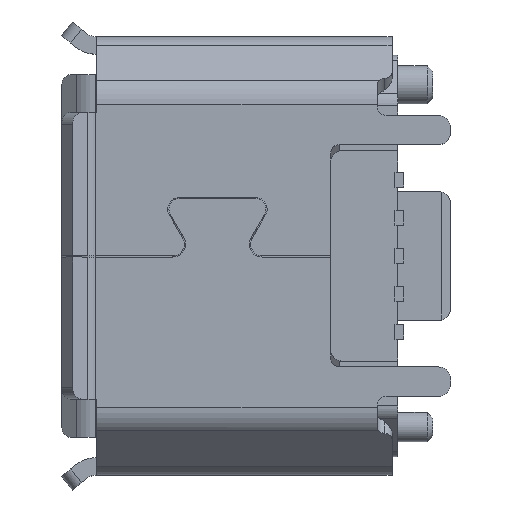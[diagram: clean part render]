
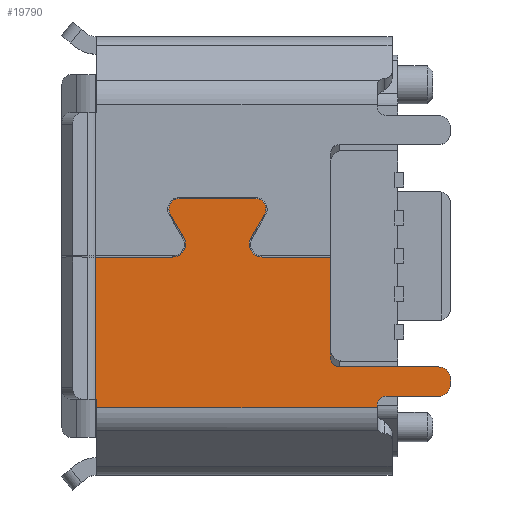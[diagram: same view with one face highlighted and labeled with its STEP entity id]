
A CAD part, top view. The second image highlights one B-rep face of the part: STEP entity #19790.
In plain terms, the highlighted planar face has unit normal (0, 0, 1).
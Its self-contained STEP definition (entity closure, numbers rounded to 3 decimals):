
#12540=CARTESIAN_POINT('',(3.6,-1.6,1.24));
#12550=VERTEX_POINT('',#12540);
#12890=CARTESIAN_POINT('',(3.6,-1.75,1.24));
#12900=VERTEX_POINT('',#12890);
#12930=CARTESIAN_POINT('',(3.6,0.,1.24));
#12940=DIRECTION('',(-0.,1.,-0.));
#12950=VECTOR('',#12940,1.);
#12960=LINE('',#12930,#12950);
#12970=EDGE_CURVE('',#12900,#12550,#12960,.T.);
#13420=CARTESIAN_POINT('',(3.75,-1.9,1.24));
#13430=VERTEX_POINT('',#13420);
#13680=CARTESIAN_POINT('',(3.6,0.,1.24));
#13690=DIRECTION('',(-0.,1.,-0.));
#13700=VECTOR('',#13690,1.);
#13710=LINE('',#13680,#13700);
#13720=CARTESIAN_POINT('',(3.6,-0.02,1.24));
#13730=VERTEX_POINT('',#13720);
#13740=EDGE_CURVE('',#12550,#13730,#13710,.T.);
#17820=CARTESIAN_POINT('',(5.771,-2.665,1.24));
#17830=DIRECTION('',(0.,0.,1.));
#17840=DIRECTION('',(1.,0.,-0.));
#17850=AXIS2_PLACEMENT_3D('',#17820,#17830,#17840);
#17860=PLANE('',#17850);
#17870=ORIENTED_EDGE('',*,*,#13740,.T.);
#17880=ORIENTED_EDGE('',*,*,#12970,.T.);
#17890=CARTESIAN_POINT('',(3.75,-1.75,1.24));
#17900=DIRECTION('',(-0.,-0.,1.));
#17910=DIRECTION('',(-1.,0.,-0.));
#17920=AXIS2_PLACEMENT_3D('',#17890,#17900,#17910);
#17930=CIRCLE('',#17920,0.15);
#17940=EDGE_CURVE('',#12900,#13430,#17930,.T.);
#17950=ORIENTED_EDGE('',*,*,#17940,.F.);
#17960=CARTESIAN_POINT('',(0.,-1.9,1.24));
#17970=DIRECTION('',(-1.,0.,0.));
#17980=VECTOR('',#17970,1.);
#17990=LINE('',#17960,#17980);
#18000=CARTESIAN_POINT('',(5.45,-1.9,1.24));
#18010=VERTEX_POINT('',#18000);
#18020=EDGE_CURVE('',#18010,#13430,#17990,.T.);
#18030=ORIENTED_EDGE('',*,*,#18020,.T.);
#18040=CARTESIAN_POINT('',(5.45,-2.1,1.24));
#18050=DIRECTION('',(0.,0.,-1.));
#18060=DIRECTION('',(-1.,0.,-0.));
#18070=AXIS2_PLACEMENT_3D('',#18040,#18050,#18060);
#18080=CIRCLE('',#18070,0.2);
#18090=CARTESIAN_POINT('',(5.65,-2.1,1.24));
#18100=VERTEX_POINT('',#18090);
#18110=EDGE_CURVE('',#18010,#18100,#18080,.T.);
#18120=ORIENTED_EDGE('',*,*,#18110,.F.);
#18130=CARTESIAN_POINT('',(5.65,0.,1.24));
#18140=DIRECTION('',(-0.,1.,0.));
#18150=VECTOR('',#18140,1.);
#18160=LINE('',#18130,#18150);
#18170=CARTESIAN_POINT('',(5.65,-2.2,1.24));
#18180=VERTEX_POINT('',#18170);
#18190=EDGE_CURVE('',#18180,#18100,#18160,.T.);
#18200=ORIENTED_EDGE('',*,*,#18190,.T.);
#18210=CARTESIAN_POINT('',(5.45,-2.2,1.24));
#18220=DIRECTION('',(0.,0.,-1.));
#18230=DIRECTION('',(-1.,0.,-0.));
#18240=AXIS2_PLACEMENT_3D('',#18210,#18220,#18230);
#18250=CIRCLE('',#18240,0.2);
#18260=CARTESIAN_POINT('',(5.45,-2.4,1.24));
#18270=VERTEX_POINT('',#18260);
#18280=EDGE_CURVE('',#18180,#18270,#18250,.T.);
#18290=ORIENTED_EDGE('',*,*,#18280,.F.);
#18300=CARTESIAN_POINT('',(0.,-2.4,1.24));
#18310=DIRECTION('',(1.,-0.,-0.));
#18320=VECTOR('',#18310,1.);
#18330=LINE('',#18300,#18320);
#18340=CARTESIAN_POINT('',(4.55,-2.4,1.24));
#18350=VERTEX_POINT('',#18340);
#18360=EDGE_CURVE('',#18350,#18270,#18330,.T.);
#18370=ORIENTED_EDGE('',*,*,#18360,.T.);
#18380=CARTESIAN_POINT('',(4.55,-2.55,1.24));
#18390=DIRECTION('',(-0.,-0.,1.));
#18400=DIRECTION('',(-1.,0.,-0.));
#18410=AXIS2_PLACEMENT_3D('',#18380,#18390,#18400);
#18420=CIRCLE('',#18410,0.15);
#18430=CARTESIAN_POINT('',(4.4,-2.55,1.24));
#18440=VERTEX_POINT('',#18430);
#18450=EDGE_CURVE('',#18350,#18440,#18420,.T.);
#18460=ORIENTED_EDGE('',*,*,#18450,.F.);
#18470=CARTESIAN_POINT('',(4.4,0.,1.24));
#18480=DIRECTION('',(-0.,1.,0.));
#18490=VECTOR('',#18480,1.);
#18500=LINE('',#18470,#18490);
#18510=CARTESIAN_POINT('',(4.4,-2.594,1.24));
#18520=VERTEX_POINT('',#18510);
#18530=EDGE_CURVE('',#18520,#18440,#18500,.T.);
#18540=ORIENTED_EDGE('',*,*,#18530,.T.);
#18550=CARTESIAN_POINT('',(-0.4,-2.594,1.24));
#18560=DIRECTION('',(1.,0.,0.));
#18570=VECTOR('',#18560,1.);
#18580=LINE('',#18550,#18570);
#18590=CARTESIAN_POINT('',(-0.4,-2.594,1.24));
#18600=VERTEX_POINT('',#18590);
#18610=EDGE_CURVE('',#18600,#18520,#18580,.T.);
#18620=ORIENTED_EDGE('',*,*,#18610,.T.);
#18630=CARTESIAN_POINT('',(-0.4,0.,1.24));
#18640=DIRECTION('',(0.,-1.,-0.));
#18650=VECTOR('',#18640,1.);
#18660=LINE('',#18630,#18650);
#18670=CARTESIAN_POINT('',(-0.4,-2.45,1.24));
#18680=VERTEX_POINT('',#18670);
#18690=EDGE_CURVE('',#18680,#18600,#18660,.T.);
#18700=ORIENTED_EDGE('',*,*,#18690,.T.);
#18710=CARTESIAN_POINT('',(0.,-2.45,1.24));
#18720=DIRECTION('',(-1.,0.,0.));
#18730=VECTOR('',#18720,1.);
#18740=LINE('',#18710,#18730);
#18750=CARTESIAN_POINT('',(-0.421,-2.45,1.24));
#18760=VERTEX_POINT('',#18750);
#18770=EDGE_CURVE('',#18680,#18760,#18740,.T.);
#18780=ORIENTED_EDGE('',*,*,#18770,.F.);
#18790=CARTESIAN_POINT('',(-0.421,-2.45,1.24));
#18800=DIRECTION('',(0.,1.,0.));
#18810=VECTOR('',#18800,1.);
#18820=LINE('',#18790,#18810);
#18830=CARTESIAN_POINT('',(-0.421,-0.02,1.24));
#18840=VERTEX_POINT('',#18830);
#18850=EDGE_CURVE('',#18760,#18840,#18820,.T.);
#18860=ORIENTED_EDGE('',*,*,#18850,.F.);
#18870=CARTESIAN_POINT('',(0.,-0.02,1.24));
#18880=DIRECTION('',(1.,-0.,-0.));
#18890=VECTOR('',#18880,1.);
#18900=LINE('',#18870,#18890);
#18910=CARTESIAN_POINT('',(0.9,-0.02,1.24));
#18920=VERTEX_POINT('',#18910);
#18930=EDGE_CURVE('',#18840,#18920,#18900,.T.);
#18940=ORIENTED_EDGE('',*,*,#18930,.F.);
#18950=CARTESIAN_POINT('',(0.9,0.2,1.24));
#18960=DIRECTION('',(0.,0.,1.));
#18970=DIRECTION('',(1.,0.,0.));
#18980=AXIS2_PLACEMENT_3D('',#18950,#18960,#18970);
#18990=CIRCLE('',#18980,0.22);
#19000=CARTESIAN_POINT('',(1.12,0.2,1.24));
#19010=VERTEX_POINT('',#19000);
#19020=EDGE_CURVE('',#18920,#19010,#18990,.T.);
#19030=ORIENTED_EDGE('',*,*,#19020,.F.);
#19040=CARTESIAN_POINT('',(1.091,0.31,1.24));
#19050=VERTEX_POINT('',#19040);
#19060=EDGE_CURVE('',#19010,#19050,#18990,.T.);
#19070=ORIENTED_EDGE('',*,*,#19060,.F.);
#19080=CARTESIAN_POINT('',(1.27,0.,1.24));
#19090=DIRECTION('',(-0.5,0.866,0.));
#19100=VECTOR('',#19090,1.);
#19110=LINE('',#19080,#19100);
#19120=CARTESIAN_POINT('',(0.86,0.71,1.24));
#19130=VERTEX_POINT('',#19120);
#19140=EDGE_CURVE('',#19050,#19130,#19110,.T.);
#19150=ORIENTED_EDGE('',*,*,#19140,.F.);
#19160=CARTESIAN_POINT('',(1.015,0.8,1.24));
#19170=DIRECTION('',(-0.,-0.,-1.));
#19180=DIRECTION('',(1.,0.,0.));
#19190=AXIS2_PLACEMENT_3D('',#19160,#19170,#19180);
#19200=CIRCLE('',#19190,0.18);
#19210=CARTESIAN_POINT('',(0.835,0.8,1.24));
#19220=VERTEX_POINT('',#19210);
#19230=EDGE_CURVE('',#19130,#19220,#19200,.T.);
#19240=ORIENTED_EDGE('',*,*,#19230,.F.);
#19250=CARTESIAN_POINT('',(1.015,0.98,1.24));
#19260=VERTEX_POINT('',#19250);
#19270=EDGE_CURVE('',#19220,#19260,#19200,.T.);
#19280=ORIENTED_EDGE('',*,*,#19270,.F.);
#19290=CARTESIAN_POINT('',(0.,0.98,1.24));
#19300=DIRECTION('',(-1.,0.,0.));
#19310=VECTOR('',#19300,1.);
#19320=LINE('',#19290,#19310);
#19330=CARTESIAN_POINT('',(2.315,0.98,1.24));
#19340=VERTEX_POINT('',#19330);
#19350=EDGE_CURVE('',#19340,#19260,#19320,.T.);
#19360=ORIENTED_EDGE('',*,*,#19350,.T.);
#19370=CARTESIAN_POINT('',(2.315,0.8,1.24));
#19380=DIRECTION('',(-0.,-0.,-1.));
#19390=DIRECTION('',(1.,0.,0.));
#19400=AXIS2_PLACEMENT_3D('',#19370,#19380,#19390);
#19410=CIRCLE('',#19400,0.18);
#19420=CARTESIAN_POINT('',(2.495,0.8,1.24));
#19430=VERTEX_POINT('',#19420);
#19440=EDGE_CURVE('',#19340,#19430,#19410,.T.);
#19450=ORIENTED_EDGE('',*,*,#19440,.F.);
#19460=CARTESIAN_POINT('',(2.471,0.71,1.24));
#19470=VERTEX_POINT('',#19460);
#19480=EDGE_CURVE('',#19430,#19470,#19410,.T.);
#19490=ORIENTED_EDGE('',*,*,#19480,.F.);
#19500=CARTESIAN_POINT('',(2.061,0.,1.24));
#19510=DIRECTION('',(-0.5,-0.866,-0.));
#19520=VECTOR('',#19510,1.);
#19530=LINE('',#19500,#19520);
#19540=CARTESIAN_POINT('',(2.24,0.31,1.24));
#19550=VERTEX_POINT('',#19540);
#19560=EDGE_CURVE('',#19470,#19550,#19530,.T.);
#19570=ORIENTED_EDGE('',*,*,#19560,.F.);
#19580=CARTESIAN_POINT('',(2.431,0.2,1.24));
#19590=DIRECTION('',(0.,0.,1.));
#19600=DIRECTION('',(1.,0.,0.));
#19610=AXIS2_PLACEMENT_3D('',#19580,#19590,#19600);
#19620=CIRCLE('',#19610,0.22);
#19630=CARTESIAN_POINT('',(2.211,0.2,1.24));
#19640=VERTEX_POINT('',#19630);
#19650=EDGE_CURVE('',#19550,#19640,#19620,.T.);
#19660=ORIENTED_EDGE('',*,*,#19650,.F.);
#19670=CARTESIAN_POINT('',(2.431,-0.02,1.24));
#19680=VERTEX_POINT('',#19670);
#19690=EDGE_CURVE('',#19640,#19680,#19620,.T.);
#19700=ORIENTED_EDGE('',*,*,#19690,.F.);
#19710=CARTESIAN_POINT('',(0.,-0.02,1.24));
#19720=DIRECTION('',(-1.,0.,0.));
#19730=VECTOR('',#19720,1.);
#19740=LINE('',#19710,#19730);
#19750=EDGE_CURVE('',#13730,#19680,#19740,.T.);
#19760=ORIENTED_EDGE('',*,*,#19750,.T.);
#19770=EDGE_LOOP('',(#19760,#19700,#19660,#19570,#19490,#19450,#19360,
#19280,#19240,#19150,#19070,#19030,#18940,#18860,#18780,#18700,#18620,
#18540,#18460,#18370,#18290,#18200,#18120,#18030,#17950,#17880,#17870));
#19780=FACE_OUTER_BOUND('',#19770,.T.);
#19790=ADVANCED_FACE('',(#19780),#17860,.T.);
